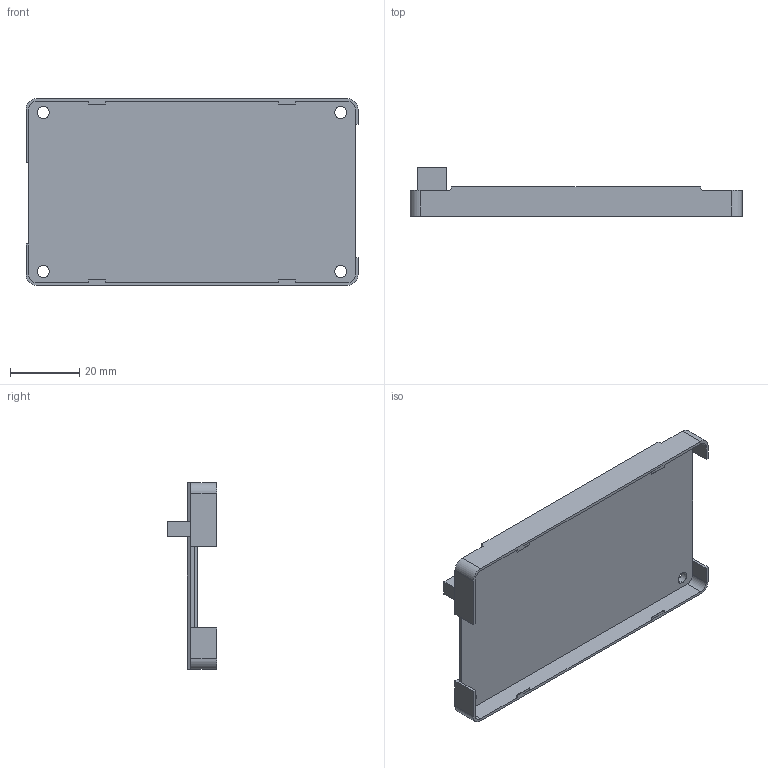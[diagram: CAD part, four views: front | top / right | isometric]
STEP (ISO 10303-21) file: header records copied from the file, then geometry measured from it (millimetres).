
FILE_DESCRIPTION (( 'STEP AP214' ), '1' );
FILE_NAME ('CUI_vsk-t case.step', '2021-02-21T00:26:39', ( '' ), ( '' ), 'SwSTEP 2.0', 'SolidWorks 2021', '' );
FILE_SCHEMA (( 'AUTOMOTIVE_DESIGN' ));
Length unit declared in the file: inch
Products named in the file (1): CUI_vsk-t case
Bounding box: 96.1 x 14.2 x 54 mm (x, y, z)
Volume: 14762.5 mm3; surface area: 13931 mm2
Topology: 1 solids, 1 shells, 72 faces, 200 edges, 132 vertices
Faces by surface type: plane 56, cylinder 16
Entity records: 2600 total; most frequent: CARTESIAN_POINT 405, ORIENTED_EDGE 400, DIRECTION 378, EDGE_CURVE 200, VECTOR 168, LINE 168, VERTEX_POINT 132, AXIS2_PLACEMENT_3D 105
